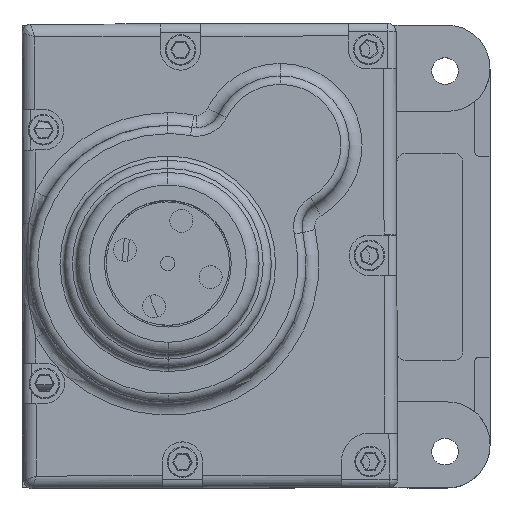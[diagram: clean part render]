
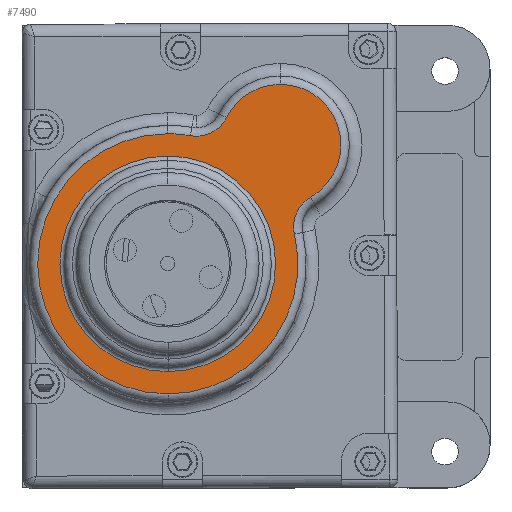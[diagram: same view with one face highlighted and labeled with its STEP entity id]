
A CAD part, top view. The second image highlights one B-rep face of the part: STEP entity #7490.
In plain terms, the highlighted planar face has unit normal (0, 0, 1).
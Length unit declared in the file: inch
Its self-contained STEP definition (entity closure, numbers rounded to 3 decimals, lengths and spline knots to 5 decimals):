
#201 = AXIS2_PLACEMENT_3D ( 'NONE', #14634, #4348, #9113 ) ;
#219 = CARTESIAN_POINT ( 'NONE',  ( -1.65387, 0.52674, 3.71062 ) ) ;
#349 = CARTESIAN_POINT ( 'NONE',  ( -1.92655, 0.55012, 3.71062 ) ) ;
#407 = FACE_BOUND ( 'NONE', #14588, .T. ) ;
#573 = DIRECTION ( 'NONE',  ( 0., 0., 1. ) ) ;
#858 = CARTESIAN_POINT ( 'NONE',  ( -0.42277, -0.63909, 3.71062 ) ) ;
#1289 = ORIENTED_EDGE ( 'NONE', *, *, #13447, .T. ) ;
#1342 = EDGE_CURVE ( 'NONE', #10655, #7906, #12961, .T. ) ;
#1416 = ORIENTED_EDGE ( 'NONE', *, *, #5810, .T. ) ;
#1766 = CIRCLE ( 'NONE', #9846, 1.53852 ) ;
#1817 = AXIS2_PLACEMENT_3D ( 'NONE', #7580, #12728, #16139 ) ;
#2016 = CIRCLE ( 'NONE', #13651, 1.53852 ) ;
#2155 = DIRECTION ( 'NONE',  ( -0.004, 1., 0. ) ) ;
#2164 = ORIENTED_EDGE ( 'NONE', *, *, #5132, .T. ) ;
#2299 = ORIENTED_EDGE ( 'NONE', *, *, #9713, .T. ) ;
#2358 = CARTESIAN_POINT ( 'NONE',  ( -1.92111, -0.98839, 3.71062 ) ) ;
#2528 = DIRECTION ( 'NONE',  ( 0., 0., 1. ) ) ;
#2735 = CIRCLE ( 'NONE', #5093, 0.4 ) ;
#2849 = DIRECTION ( 'NONE',  ( -0.004, 1., 0. ) ) ;
#2885 = AXIS2_PLACEMENT_3D ( 'NONE', #2358, #573, #15518 ) ;
#2893 = CARTESIAN_POINT ( 'NONE',  ( -1.91661, -2.26339, 3.71062 ) ) ;
#3297 = DIRECTION ( 'NONE',  ( -0.004, 1., 0. ) ) ;
#3702 = CARTESIAN_POINT ( 'NONE',  ( -0.23258, -0.20149, 3.71062 ) ) ;
#4095 = EDGE_CURVE ( 'NONE', #7906, #10655, #6172, .T. ) ;
#4105 = EDGE_LOOP ( 'NONE', ( #2299, #1289, #1416, #4211, #2164, #7132, #7806 ) ) ;
#4154 = CARTESIAN_POINT ( 'NONE',  ( -1.22728, 0.74047, 3.71062 ) ) ;
#4156 = CARTESIAN_POINT ( 'NONE',  ( -0.59147, 1.13337, 3.71062 ) ) ;
#4211 = ORIENTED_EDGE ( 'NONE', *, *, #8482, .T. ) ;
#4348 = DIRECTION ( 'NONE',  ( 0., 0., -1. ) ) ;
#4668 = VERTEX_POINT ( 'NONE', #4154 ) ;
#4928 = FACE_OUTER_BOUND ( 'NONE', #4105, .T. ) ;
#5093 = AXIS2_PLACEMENT_3D ( 'NONE', #5155, #5913, #6599 ) ;
#5132 = EDGE_CURVE ( 'NONE', #9059, #14528, #5594, .T. ) ;
#5155 = CARTESIAN_POINT ( 'NONE',  ( -1.58439, 0.92066, 3.71062 ) ) ;
#5171 = DIRECTION ( 'NONE',  ( -0.004, 1., 0. ) ) ;
#5246 = CIRCLE ( 'NONE', #1817, 0.4 ) ;
#5594 = CIRCLE ( 'NONE', #2885, 1.53852 ) ;
#5644 = AXIS2_PLACEMENT_3D ( 'NONE', #8571, #8252, #2155 ) ;
#5810 = EDGE_CURVE ( 'NONE', #4668, #14483, #2735, .T. ) ;
#5913 = DIRECTION ( 'NONE',  ( 0., 0., -1. ) ) ;
#6070 = DIRECTION ( 'NONE',  ( 0., 0., 1. ) ) ;
#6172 = CIRCLE ( 'NONE', #8650, 1.275 ) ;
#6599 = DIRECTION ( 'NONE',  ( -0.004, 1., 0. ) ) ;
#6725 = CARTESIAN_POINT ( 'NONE',  ( -0.58894, 0.41837, 3.71062 ) ) ;
#6803 = DIRECTION ( 'NONE',  ( 0., 0., 1. ) ) ;
#7061 = EDGE_CURVE ( 'NONE', #15037, #10995, #5246, .T. ) ;
#7132 = ORIENTED_EDGE ( 'NONE', *, *, #7574, .T. ) ;
#7400 = CIRCLE ( 'NONE', #8656, 0.715 ) ;
#7490 = ADVANCED_FACE ( 'NONE', ( #4928, #407 ), #10347, .T. ) ;
#7511 = CARTESIAN_POINT ( 'NONE',  ( -1.92111, -0.98839, 3.71062 ) ) ;
#7574 = EDGE_CURVE ( 'NONE', #14528, #15037, #2016, .T. ) ;
#7580 = CARTESIAN_POINT ( 'NONE',  ( -0.03322, -0.54827, 3.71062 ) ) ;
#7806 = ORIENTED_EDGE ( 'NONE', *, *, #7061, .T. ) ;
#7906 = VERTEX_POINT ( 'NONE', #2893 ) ;
#7988 = CARTESIAN_POINT ( 'NONE',  ( -1.92562, 0.2866, 3.71062 ) ) ;
#8252 = DIRECTION ( 'NONE',  ( 0., 0., 1. ) ) ;
#8482 = EDGE_CURVE ( 'NONE', #14483, #9059, #1766, .T. ) ;
#8571 = CARTESIAN_POINT ( 'NONE',  ( -0.97716, -0.76833, 3.71062 ) ) ;
#8650 = AXIS2_PLACEMENT_3D ( 'NONE', #7511, #14942, #10172 ) ;
#8656 = AXIS2_PLACEMENT_3D ( 'NONE', #14206, #6803, #15468 ) ;
#9059 = VERTEX_POINT ( 'NONE', #349 ) ;
#9113 = DIRECTION ( 'NONE',  ( -0.004, 1., 0. ) ) ;
#9713 = EDGE_CURVE ( 'NONE', #10995, #12493, #16085, .T. ) ;
#9846 = AXIS2_PLACEMENT_3D ( 'NONE', #13446, #6070, #2849 ) ;
#9935 = DIRECTION ( 'NONE',  ( 0., 0., 1. ) ) ;
#10007 = ORIENTED_EDGE ( 'NONE', *, *, #4095, .T. ) ;
#10113 = CARTESIAN_POINT ( 'NONE',  ( -1.92111, -0.98839, 3.71062 ) ) ;
#10172 = DIRECTION ( 'NONE',  ( -0.004, 1., 0. ) ) ;
#10347 = PLANE ( 'NONE',  #5644 ) ;
#10655 = VERTEX_POINT ( 'NONE', #7988 ) ;
#10804 = AXIS2_PLACEMENT_3D ( 'NONE', #6725, #9935, #3297 ) ;
#10995 = VERTEX_POINT ( 'NONE', #3702 ) ;
#12493 = VERTEX_POINT ( 'NONE', #4156 ) ;
#12630 = CARTESIAN_POINT ( 'NONE',  ( -1.91567, -2.5269, 3.71062 ) ) ;
#12728 = DIRECTION ( 'NONE',  ( 0., 0., -1. ) ) ;
#12961 = CIRCLE ( 'NONE', #201, 1.275 ) ;
#13446 = CARTESIAN_POINT ( 'NONE',  ( -1.92111, -0.98839, 3.71062 ) ) ;
#13447 = EDGE_CURVE ( 'NONE', #12493, #4668, #7400, .T. ) ;
#13651 = AXIS2_PLACEMENT_3D ( 'NONE', #10113, #2528, #5171 ) ;
#14206 = CARTESIAN_POINT ( 'NONE',  ( -0.58894, 0.41837, 3.71062 ) ) ;
#14483 = VERTEX_POINT ( 'NONE', #219 ) ;
#14528 = VERTEX_POINT ( 'NONE', #12630 ) ;
#14588 = EDGE_LOOP ( 'NONE', ( #15355, #10007 ) ) ;
#14634 = CARTESIAN_POINT ( 'NONE',  ( -1.92111, -0.98839, 3.71062 ) ) ;
#14942 = DIRECTION ( 'NONE',  ( 0., 0., -1. ) ) ;
#15037 = VERTEX_POINT ( 'NONE', #858 ) ;
#15355 = ORIENTED_EDGE ( 'NONE', *, *, #1342, .T. ) ;
#15468 = DIRECTION ( 'NONE',  ( -0.004, 1., 0. ) ) ;
#15518 = DIRECTION ( 'NONE',  ( -0.004, 1., 0. ) ) ;
#16085 = CIRCLE ( 'NONE', #10804, 0.715 ) ;
#16139 = DIRECTION ( 'NONE',  ( -0.004, 1., 0. ) ) ;
